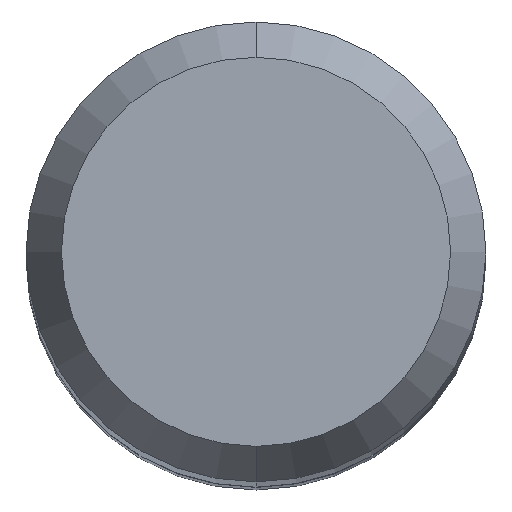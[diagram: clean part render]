
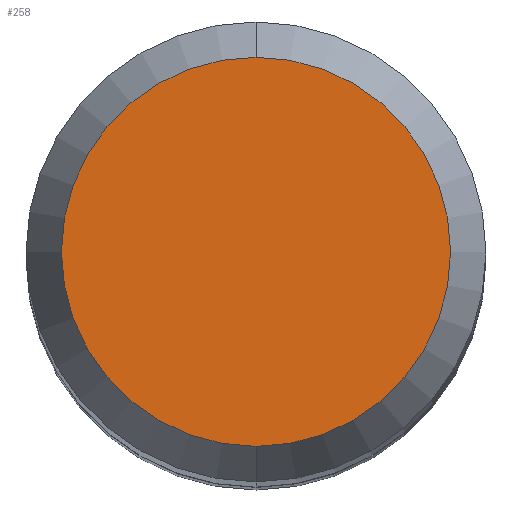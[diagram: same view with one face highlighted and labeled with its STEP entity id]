
A CAD part, top view. The second image highlights one B-rep face of the part: STEP entity #258.
In plain terms, the highlighted planar face has unit normal (0, 0, 1).
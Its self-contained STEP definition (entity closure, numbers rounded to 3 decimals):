
#148=EDGE_CURVE('',#250,#180,#341,.T.);
#162=EDGE_CURVE('',#180,#250,#357,.T.);
#180=VERTEX_POINT('',#379);
#250=VERTEX_POINT('',#456);
#258=ADVANCED_FACE('',(#465),#466,.T.);
#341=CIRCLE('',#558,2.538);
#357=CIRCLE('',#581,2.538);
#379=CARTESIAN_POINT('',(0.,-2.538,0.0));
#456=CARTESIAN_POINT('',(0.0,2.538,0.0));
#465=FACE_OUTER_BOUND('',#715,.T.);
#466=PLANE('',#716);
#558=AXIS2_PLACEMENT_3D('',#809,#810,#811);
#581=AXIS2_PLACEMENT_3D('',#830,#831,#832);
#715=EDGE_LOOP('',(#956,#957));
#716=AXIS2_PLACEMENT_3D('',#958,#959,#960);
#809=CARTESIAN_POINT('',(0.0,0.0,0.0));
#810=DIRECTION('',(0.0,0.0,-1.0));
#811=DIRECTION('',(0.0,1.0,0.0));
#830=CARTESIAN_POINT('',(0.0,0.0,0.0));
#831=DIRECTION('',(0.0,0.0,-1.0));
#832=DIRECTION('',(0.0,1.0,0.0));
#956=ORIENTED_EDGE('',*,*,#148,.F.);
#957=ORIENTED_EDGE('',*,*,#162,.F.);
#958=CARTESIAN_POINT('',(0.0,1.269,0.0));
#959=DIRECTION('',(-0.0,0.0,1.0));
#960=DIRECTION('',(0.0,-1.0,0.0));
